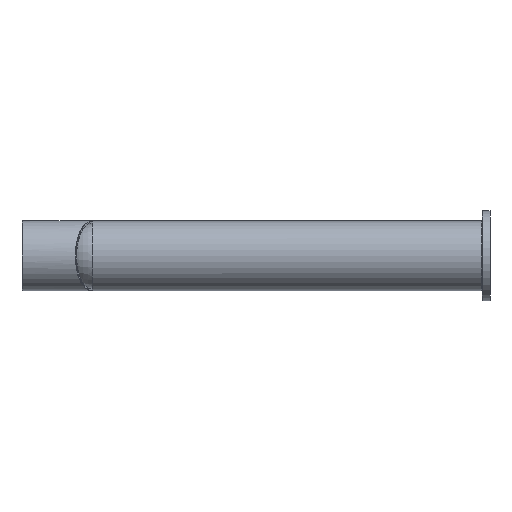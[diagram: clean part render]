
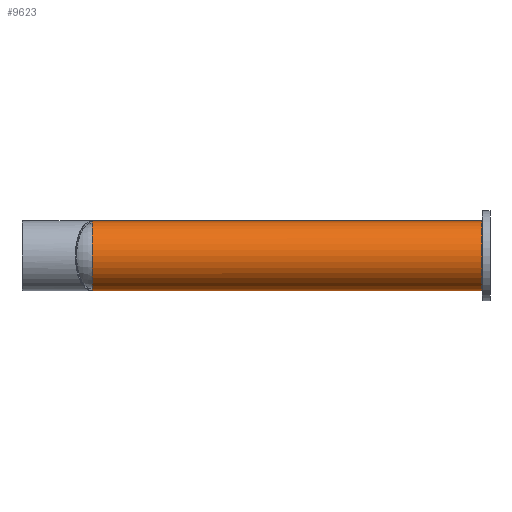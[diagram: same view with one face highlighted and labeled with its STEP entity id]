
A CAD part, left-side view. The second image highlights one B-rep face of the part: STEP entity #9623.
In plain terms, the highlighted cylindrical face has radius 17.5 mm (diameter 35 mm), a partial arc.
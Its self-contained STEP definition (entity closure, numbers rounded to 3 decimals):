
#384 = VERTEX_POINT ( 'NONE', #3830 ) ;
#596 = ORIENTED_EDGE ( 'NONE', *, *, #1512, .T. ) ;
#627 = VERTEX_POINT ( 'NONE', #9461 ) ;
#1071 = DIRECTION ( 'NONE',  ( 0., -1., 0. ) ) ;
#1512 = EDGE_CURVE ( 'NONE', #627, #3338, #7537, .T. ) ;
#1897 = CARTESIAN_POINT ( 'NONE',  ( 0., 120., 0. ) ) ;
#1955 = EDGE_LOOP ( 'NONE', ( #5501, #7519, #596, #3390 ) ) ;
#2054 = FACE_OUTER_BOUND ( 'NONE', #1955, .T. ) ;
#2068 = CIRCLE ( 'NONE', #9724, 17.5 ) ;
#2082 = VECTOR ( 'NONE', #6161, 1000. ) ;
#3183 = EDGE_CURVE ( 'NONE', #627, #384, #10388, .T. ) ;
#3338 = VERTEX_POINT ( 'NONE', #10386 ) ;
#3390 = ORIENTED_EDGE ( 'NONE', *, *, #7244, .F. ) ;
#3461 = CARTESIAN_POINT ( 'NONE',  ( 0., 120., -17.5 ) ) ;
#3542 = DIRECTION ( 'NONE',  ( 0., 0., 1. ) ) ;
#3830 = CARTESIAN_POINT ( 'NONE',  ( 0., 120., 17.5 ) ) ;
#4366 = DIRECTION ( 'NONE',  ( 0., 1., 0. ) ) ;
#4834 = AXIS2_PLACEMENT_3D ( 'NONE', #8485, #4366, #3542 ) ;
#5501 = ORIENTED_EDGE ( 'NONE', *, *, #8006, .F. ) ;
#5693 = VECTOR ( 'NONE', #5752, 1000. ) ;
#5752 = DIRECTION ( 'NONE',  ( 0., -1., 0. ) ) ;
#6080 = CYLINDRICAL_SURFACE ( 'NONE', #9943, 17.5 ) ;
#6161 = DIRECTION ( 'NONE',  ( 0., -1., 0. ) ) ;
#6975 = CARTESIAN_POINT ( 'NONE',  ( 0., 120., 17.5 ) ) ;
#7244 = EDGE_CURVE ( 'NONE', #7980, #3338, #2068, .T. ) ;
#7519 = ORIENTED_EDGE ( 'NONE', *, *, #3183, .F. ) ;
#7537 = LINE ( 'NONE', #3461, #5693 ) ;
#7980 = VERTEX_POINT ( 'NONE', #8484 ) ;
#8006 = EDGE_CURVE ( 'NONE', #384, #7980, #9450, .T. ) ;
#8484 = CARTESIAN_POINT ( 'NONE',  ( 0., -75., 17.5 ) ) ;
#8485 = CARTESIAN_POINT ( 'NONE',  ( 0., 120., 0. ) ) ;
#8710 = DIRECTION ( 'NONE',  ( 0., -1., 0. ) ) ;
#8771 = DIRECTION ( 'NONE',  ( 0., 0., -1. ) ) ;
#9450 = LINE ( 'NONE', #6975, #2082 ) ;
#9461 = CARTESIAN_POINT ( 'NONE',  ( 0., 120., -17.5 ) ) ;
#9588 = CARTESIAN_POINT ( 'NONE',  ( 0., -75., 0. ) ) ;
#9623 = ADVANCED_FACE ( 'NONE', ( #2054 ), #6080, .T. ) ;
#9724 = AXIS2_PLACEMENT_3D ( 'NONE', #9588, #1071, #8771 ) ;
#9943 = AXIS2_PLACEMENT_3D ( 'NONE', #1897, #8710, #10246 ) ;
#10246 = DIRECTION ( 'NONE',  ( 0., 0., -1. ) ) ;
#10386 = CARTESIAN_POINT ( 'NONE',  ( 0., -75., -17.5 ) ) ;
#10388 = CIRCLE ( 'NONE', #4834, 17.5 ) ;
